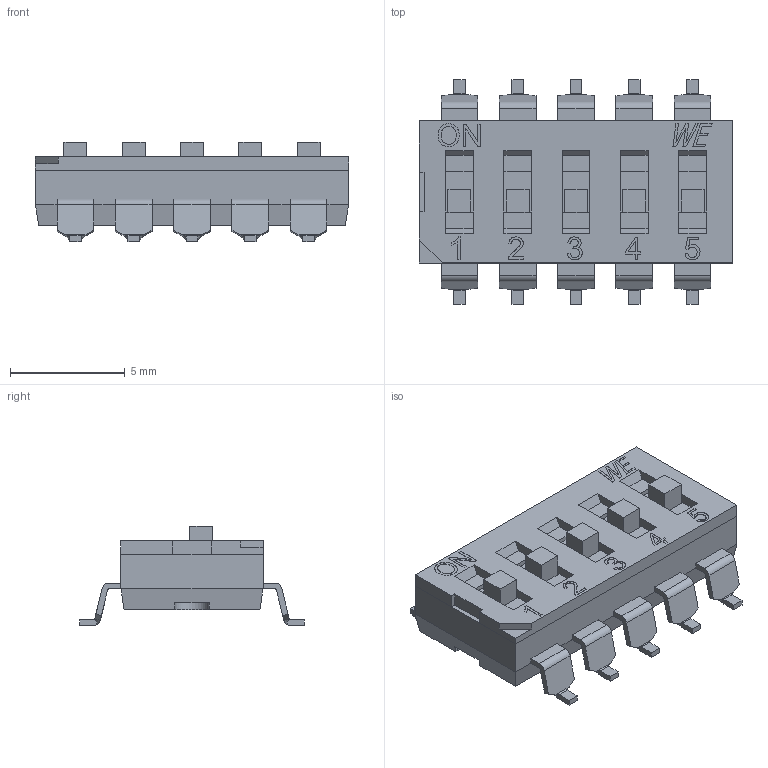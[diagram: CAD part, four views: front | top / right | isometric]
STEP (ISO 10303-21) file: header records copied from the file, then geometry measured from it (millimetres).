
FILE_DESCRIPTION( ( 'Unknown' ), '1' );
FILE_NAME( '418121270805.stp', 'Unknown', ( 'Unknown' ), ( 'Unknown' ), 'PSStep 17.0.49', 'Unknown', ' ' );
FILE_SCHEMA( ( 'AUTOMOTIVE_DESIGN { 1 0 10303 214 1 1 1 1 }' ) );
Length unit declared in the file: millimetre
Products named in the file (7): Assem1; Terminal_tall; Terminal_small; Actuator; Contact; Base_05; Cover_05
Assembly tree (22 placements, depth 2):
  Assem1
    Terminal_tall  x5
    Terminal_small  x5
    Actuator  x5
    Contact  x5
    Base_05
    Cover_05
Bounding box: 13.64 x 9.8 x 4.32 mm (x, y, z)
Volume: 219.3 mm3; surface area: 964.4 mm2
Topology: 22 solids, 22 shells, 974 faces, 2684 edges, 1763 vertices
Faces by surface type: plane 730, cylinder 212, bspline 20, extrusion 12
Full cylindrical faces by diameter (mm): 0.57 x5, 0.6 x15, 2.4 x1
Entity records: 18021 total; most frequent: CARTESIAN_POINT 3390, ORIENTED_EDGE 2432, DIRECTION 2018, EDGE_CURVE 1216, VECTOR 968, LINE 956, VERTEX_POINT 798, AXIS2_PLACEMENT_3D 525
